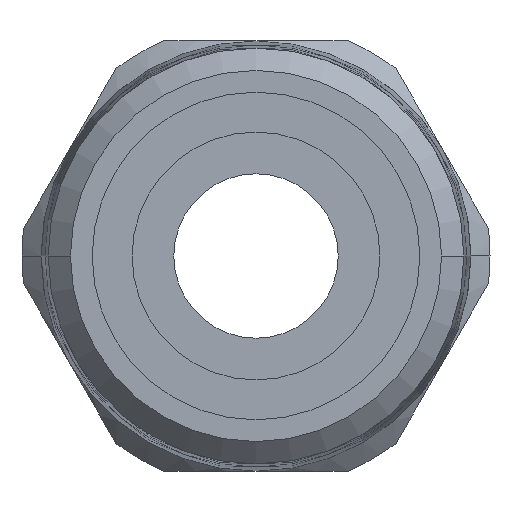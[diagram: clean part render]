
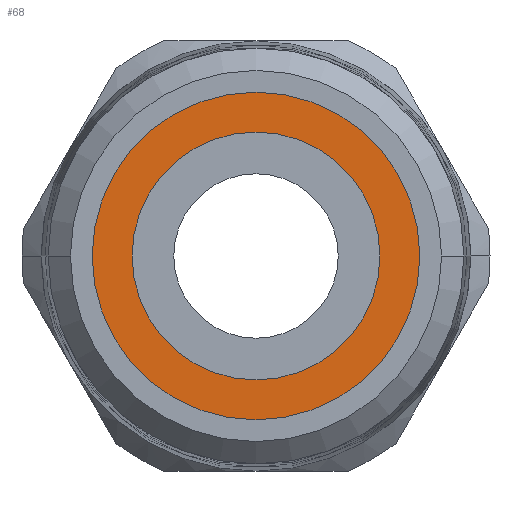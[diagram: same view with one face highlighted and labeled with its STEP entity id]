
A CAD part, front view. The second image highlights one B-rep face of the part: STEP entity #68.
In plain terms, the highlighted planar face has unit normal (0, -1, 0).
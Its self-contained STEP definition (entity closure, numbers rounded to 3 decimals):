
#68=ADVANCED_FACE('',(#149,#150),#151,.F.);
#149=FACE_BOUND('',#268,.T.);
#150=FACE_OUTER_BOUND('',#269,.T.);
#151=PLANE('',#270);
#268=EDGE_LOOP('',(#494,#495));
#269=EDGE_LOOP('',(#496,#497));
#270=AXIS2_PLACEMENT_3D('',#498,#499,#500);
#494=ORIENTED_EDGE('',*,*,#804,.T.);
#495=ORIENTED_EDGE('',*,*,#791,.T.);
#496=ORIENTED_EDGE('',*,*,#781,.F.);
#497=ORIENTED_EDGE('',*,*,#809,.F.);
#498=CARTESIAN_POINT('',(0.0,2.0,0.0));
#499=DIRECTION('',(-0.0,1.0,0.0));
#500=DIRECTION('',(1.0,0.0,0.0));
#781=EDGE_CURVE('',#928,#931,#932,.T.);
#791=EDGE_CURVE('',#945,#949,#951,.T.);
#804=EDGE_CURVE('',#949,#945,#972,.T.);
#809=EDGE_CURVE('',#931,#928,#977,.T.);
#928=VERTEX_POINT('',#1184);
#931=VERTEX_POINT('',#1188);
#932=CIRCLE('',#1189,6.475);
#945=VERTEX_POINT('',#1205);
#949=VERTEX_POINT('',#1210);
#951=CIRCLE('',#1213,4.9);
#972=CIRCLE('',#1238,4.9);
#977=CIRCLE('',#1243,6.475);
#1184=CARTESIAN_POINT('',(6.475,2.0,0.0));
#1188=CARTESIAN_POINT('',(-6.475,2.0,0.));
#1189=AXIS2_PLACEMENT_3D('',#1619,#1620,#1621);
#1205=CARTESIAN_POINT('',(4.9,2.0,0.));
#1210=CARTESIAN_POINT('',(-4.9,2.0,0.));
#1213=AXIS2_PLACEMENT_3D('',#1639,#1640,#1641);
#1238=AXIS2_PLACEMENT_3D('',#1670,#1671,#1672);
#1243=AXIS2_PLACEMENT_3D('',#1685,#1686,#1687);
#1619=CARTESIAN_POINT('',(0.0,2.0,0.0));
#1620=DIRECTION('',(-0.0,1.0,0.0));
#1621=DIRECTION('',(1.0,0.0,0.0));
#1639=CARTESIAN_POINT('',(0.0,2.0,0.0));
#1640=DIRECTION('',(-0.0,1.0,0.0));
#1641=DIRECTION('',(1.0,0.0,0.0));
#1670=CARTESIAN_POINT('',(0.0,2.0,0.0));
#1671=DIRECTION('',(-0.0,1.0,0.0));
#1672=DIRECTION('',(1.0,0.0,0.0));
#1685=CARTESIAN_POINT('',(0.0,2.0,0.0));
#1686=DIRECTION('',(-0.0,1.0,0.0));
#1687=DIRECTION('',(1.0,0.0,0.0));
